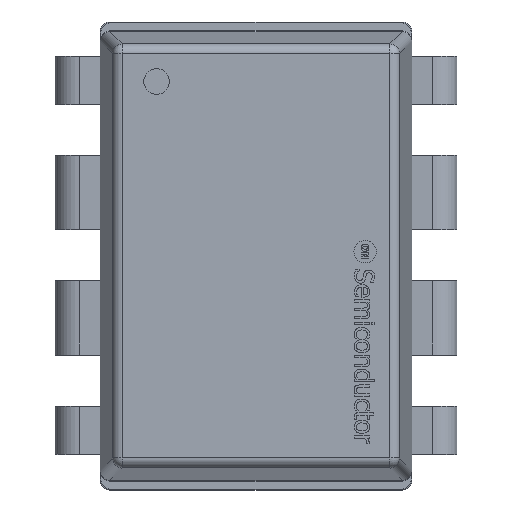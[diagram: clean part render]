
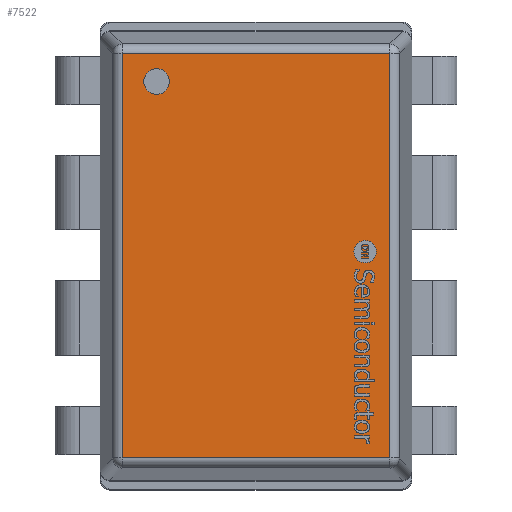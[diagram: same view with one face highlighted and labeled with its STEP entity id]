
A CAD part, top view. The second image highlights one B-rep face of the part: STEP entity #7522.
In plain terms, the highlighted planar face has unit normal (0, 0, 1).
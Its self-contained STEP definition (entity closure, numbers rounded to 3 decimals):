
#108=PLANE('',#8059);
#850=FACE_OUTER_BOUND('',#1292,.T.);
#1292=EDGE_LOOP('',(#5469,#5470,#5471,#5472));
#1733=LINE('',#10872,#2465);
#1735=LINE('',#10880,#2467);
#1737=LINE('',#10888,#2469);
#1739=LINE('',#10895,#2471);
#2465=VECTOR('',#8672,5.494);
#2467=VECTOR('',#8680,8.294);
#2469=VECTOR('',#8692,5.494);
#2471=VECTOR('',#8702,8.294);
#3346=VERTEX_POINT('',#10869);
#3347=VERTEX_POINT('',#10871);
#3350=VERTEX_POINT('',#10879);
#3351=VERTEX_POINT('',#10887);
#4156=EDGE_CURVE('',#3346,#3347,#1733,.T.);
#4160=EDGE_CURVE('',#3347,#3350,#1735,.T.);
#4165=EDGE_CURVE('',#3350,#3351,#1737,.T.);
#4169=EDGE_CURVE('',#3351,#3346,#1739,.T.);
#5469=ORIENTED_EDGE('',*,*,#4156,.F.);
#5470=ORIENTED_EDGE('',*,*,#4169,.F.);
#5471=ORIENTED_EDGE('',*,*,#4165,.F.);
#5472=ORIENTED_EDGE('',*,*,#4160,.F.);
#7522=ADVANCED_FACE('',(#850),#108,.T.);
#8059=AXIS2_PLACEMENT_3D('',#10903,#8716,#8717);
#8672=DIRECTION('',(-1.,0.,0.));
#8680=DIRECTION('',(0.,1.,0.));
#8692=DIRECTION('',(1.,0.,0.));
#8702=DIRECTION('',(0.,-1.,0.));
#8716=DIRECTION('center_axis',(0.,0.,1.));
#8717=DIRECTION('ref_axis',(1.,0.,0.));
#10869=CARTESIAN_POINT('',(2.747,-4.147,4.75));
#10871=CARTESIAN_POINT('',(-2.747,-4.147,4.75));
#10872=CARTESIAN_POINT('',(-0.8,-4.147,4.75));
#10879=CARTESIAN_POINT('',(-2.747,4.147,4.75));
#10880=CARTESIAN_POINT('',(-2.747,1.15,4.75));
#10887=CARTESIAN_POINT('',(2.747,4.147,4.75));
#10888=CARTESIAN_POINT('',(0.8,4.147,4.75));
#10895=CARTESIAN_POINT('',(2.747,-1.15,4.75));
#10903=CARTESIAN_POINT('Origin',(0.,0.,4.75));
